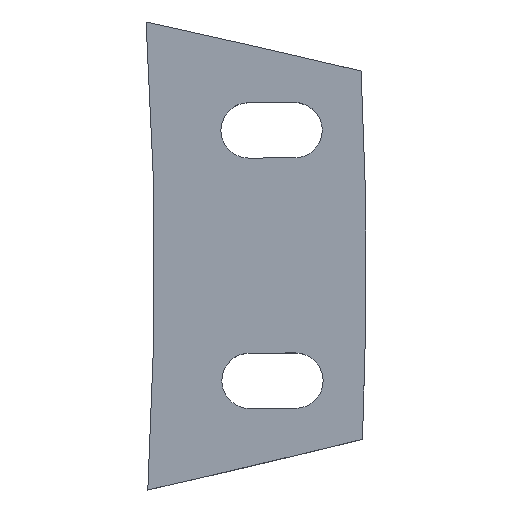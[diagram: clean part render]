
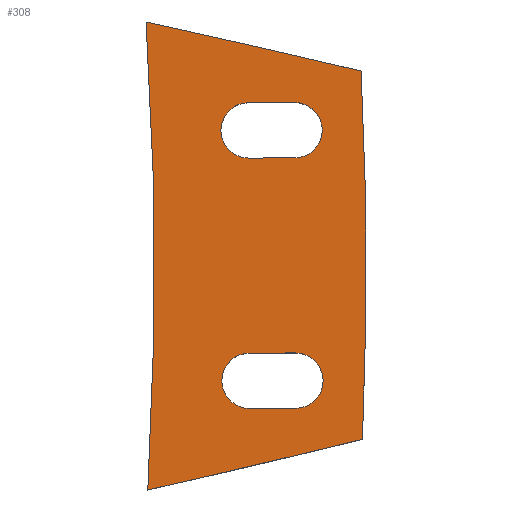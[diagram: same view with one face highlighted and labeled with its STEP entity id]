
A CAD part, top view. The second image highlights one B-rep face of the part: STEP entity #308.
In plain terms, the highlighted planar face has unit normal (0, 0, 1).
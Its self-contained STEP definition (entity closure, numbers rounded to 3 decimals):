
#21=FACE_BOUND('',#64,.T.);
#22=FACE_BOUND('',#65,.T.);
#29=PLANE('',#359);
#45=FACE_OUTER_BOUND('',#63,.T.);
#63=EDGE_LOOP('',(#272,#273,#274,#275));
#64=EDGE_LOOP('',(#276,#277,#278,#279));
#65=EDGE_LOOP('',(#280,#281,#282,#283));
#67=CIRCLE('',#326,1500.);
#70=CIRCLE('',#331,3.005);
#72=CIRCLE('',#335,3.005);
#81=CIRCLE('',#348,1500.);
#82=CIRCLE('',#351,3.005);
#83=CIRCLE('',#354,3.005);
#84=CIRCLE('',#356,397.);
#85=CIRCLE('',#358,420.);
#91=LINE('',#483,#113);
#96=LINE('',#496,#118);
#103=LINE('',#532,#125);
#106=LINE('',#540,#128);
#113=VECTOR('',#380,10.);
#118=VECTOR('',#393,10.);
#125=VECTOR('',#434,10.);
#128=VECTOR('',#443,10.);
#133=VERTEX_POINT('',#469);
#134=VERTEX_POINT('',#471);
#138=VERTEX_POINT('',#480);
#139=VERTEX_POINT('',#482);
#141=VERTEX_POINT('',#488);
#143=VERTEX_POINT('',#494);
#152=VERTEX_POINT('',#523);
#153=VERTEX_POINT('',#525);
#154=VERTEX_POINT('',#529);
#155=VERTEX_POINT('',#531);
#156=VERTEX_POINT('',#535);
#157=VERTEX_POINT('',#539);
#161=EDGE_CURVE('',#133,#134,#67,.T.);
#166=EDGE_CURVE('',#138,#139,#91,.T.);
#170=EDGE_CURVE('',#141,#138,#70,.T.);
#173=EDGE_CURVE('',#143,#141,#96,.T.);
#175=EDGE_CURVE('',#139,#143,#72,.T.);
#188=EDGE_CURVE('',#153,#152,#81,.T.);
#191=EDGE_CURVE('',#155,#154,#103,.T.);
#193=EDGE_CURVE('',#156,#155,#82,.T.);
#195=EDGE_CURVE('',#157,#156,#106,.T.);
#197=EDGE_CURVE('',#154,#157,#83,.T.);
#198=EDGE_CURVE('',#152,#134,#84,.T.);
#199=EDGE_CURVE('',#153,#133,#85,.T.);
#272=ORIENTED_EDGE('',*,*,#199,.F.);
#273=ORIENTED_EDGE('',*,*,#188,.T.);
#274=ORIENTED_EDGE('',*,*,#198,.T.);
#275=ORIENTED_EDGE('',*,*,#161,.F.);
#276=ORIENTED_EDGE('',*,*,#175,.F.);
#277=ORIENTED_EDGE('',*,*,#166,.F.);
#278=ORIENTED_EDGE('',*,*,#170,.F.);
#279=ORIENTED_EDGE('',*,*,#173,.F.);
#280=ORIENTED_EDGE('',*,*,#197,.T.);
#281=ORIENTED_EDGE('',*,*,#195,.T.);
#282=ORIENTED_EDGE('',*,*,#193,.T.);
#283=ORIENTED_EDGE('',*,*,#191,.T.);
#308=ADVANCED_FACE('',(#45,#21,#22),#29,.T.);
#326=AXIS2_PLACEMENT_3D('',#472,#371,#372);
#331=AXIS2_PLACEMENT_3D('',#490,#387,#388);
#335=AXIS2_PLACEMENT_3D('',#499,#398,#399);
#348=AXIS2_PLACEMENT_3D('',#526,#428,#429);
#351=AXIS2_PLACEMENT_3D('',#536,#438,#439);
#354=AXIS2_PLACEMENT_3D('',#543,#447,#448);
#356=AXIS2_PLACEMENT_3D('',#545,#451,#452);
#358=AXIS2_PLACEMENT_3D('',#547,#455,#456);
#359=AXIS2_PLACEMENT_3D('',#548,#457,#458);
#371=DIRECTION('center_axis',(0.,0.,
-1.));
#372=DIRECTION('ref_axis',(0.902,-0.431,0.));
#380=DIRECTION('',(0.63,0.776,0.));
#387=DIRECTION('center_axis',(0.,0.,
1.));
#388=DIRECTION('ref_axis',(0.776,-0.63,0.));
#393=DIRECTION('',(-0.63,-0.776,0.));
#398=DIRECTION('center_axis',(0.,0.,
1.));
#399=DIRECTION('ref_axis',(-0.776,0.63,0.));
#428=DIRECTION('center_axis',(0.,0.,
1.));
#429=DIRECTION('ref_axis',(-0.607,0.794,0.));
#434=DIRECTION('',(0.63,0.776,0.));
#438=DIRECTION('center_axis',(0.,0.,
-1.));
#439=DIRECTION('ref_axis',(-0.776,0.63,0.));
#443=DIRECTION('',(-0.63,-0.776,0.));
#447=DIRECTION('center_axis',(0.,0.,
-1.));
#448=DIRECTION('ref_axis',(0.776,-0.63,0.));
#451=DIRECTION('center_axis',(0.,0.,
-1.));
#452=DIRECTION('ref_axis',(0.63,0.776,0.));
#455=DIRECTION('center_axis',(0.,0.,
-1.));
#456=DIRECTION('ref_axis',(0.63,0.776,0.));
#457=DIRECTION('center_axis',(0.,0.,
1.));
#458=DIRECTION('ref_axis',(-1.,0.,0.));
#469=CARTESIAN_POINT('',(279.996,313.054,4.));
#471=CARTESIAN_POINT('',(269.487,291.524,4.));
#472=CARTESIAN_POINT('Origin',(-1073.215,960.218,4.));
#480=CARTESIAN_POINT('',(269.638,305.685,4.));
#482=CARTESIAN_POINT('',(272.79,309.566,4.));
#483=CARTESIAN_POINT('',(272.79,309.566,4.));
#488=CARTESIAN_POINT('',(264.973,309.473,4.));
#490=CARTESIAN_POINT('Origin',(267.305,307.579,4.));
#494=CARTESIAN_POINT('',(268.125,313.355,4.));
#496=CARTESIAN_POINT('',(268.125,313.355,4.));
#499=CARTESIAN_POINT('Origin',(270.457,311.46,4.));
#523=CARTESIAN_POINT('',(230.03,323.567,4.));
#525=CARTESIAN_POINT('',(248.945,338.27,4.));
#526=CARTESIAN_POINT('Origin',(1159.998,-853.36,4.));
#529=CARTESIAN_POINT('',(247.01,330.502,4.));
#531=CARTESIAN_POINT('',(243.858,326.62,4.));
#532=CARTESIAN_POINT('',(247.01,330.502,4.));
#535=CARTESIAN_POINT('',(248.523,322.832,4.));
#536=CARTESIAN_POINT('Origin',(246.191,324.726,4.));
#539=CARTESIAN_POINT('',(251.675,326.713,4.));
#540=CARTESIAN_POINT('',(251.675,326.713,4.));
#543=CARTESIAN_POINT('Origin',(249.343,328.607,4.));
#545=CARTESIAN_POINT('Origin',(0.002,-0.001,
4.));
#547=CARTESIAN_POINT('Origin',(0.002,-0.001,
4.));
#548=CARTESIAN_POINT('Origin',(247.4,323.224,4.));
